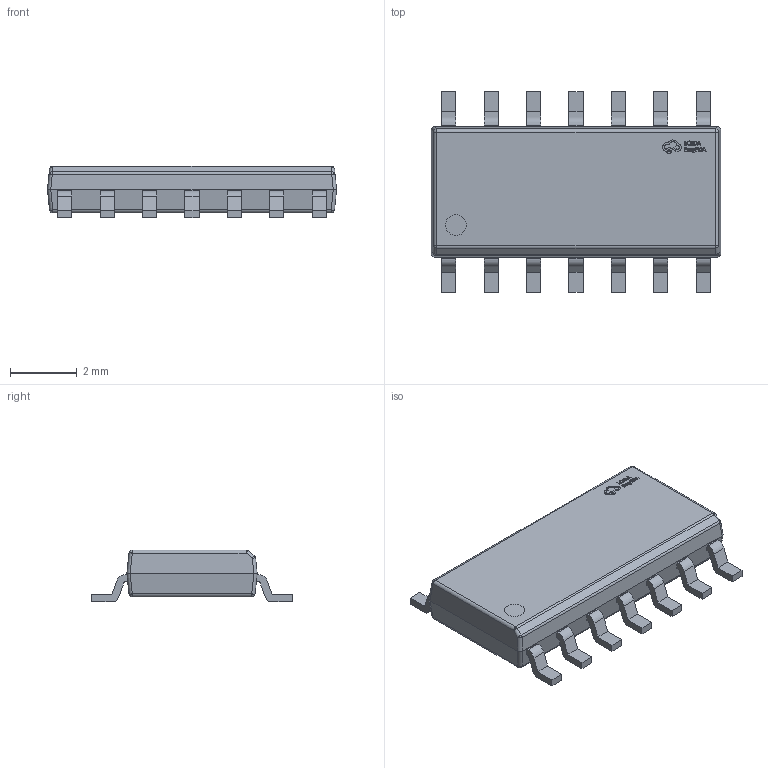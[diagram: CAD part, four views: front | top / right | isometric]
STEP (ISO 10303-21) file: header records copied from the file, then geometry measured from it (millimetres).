
FILE_DESCRIPTION (( 'STEP AP214' ), '1' );
FILE_NAME ('SOIC-14_L8.6-W3.9-P1.27-LS6.0-BL.step', '2022-07-26T09:08:08', ( '' ), ( '' ), 'SwSTEP 2.0', 'SolidWorks 2020', '' );
FILE_SCHEMA (( 'AUTOMOTIVE_DESIGN' ));
Length unit declared in the file: millimetre
Products named in the file (1): SOIC-14_L8.6-W3.9-P1.27-LS6.0-BL
Bounding box: 8.65 x 6 x 1.55 mm (x, y, z)
Volume: 47.5 mm3; surface area: 122.1 mm2
Topology: 14 solids, 14 shells, 501 faces, 1315 edges, 864 vertices
Faces by surface type: plane 316, bspline 112, cylinder 63, sphere 10
Entity records: 22161 total; most frequent: CARTESIAN_POINT 4797, ORIENTED_EDGE 2630, DIRECTION 1981, EDGE_CURVE 1315, VECTOR 965, LINE 965, VERTEX_POINT 864, EDGE_LOOP 535
